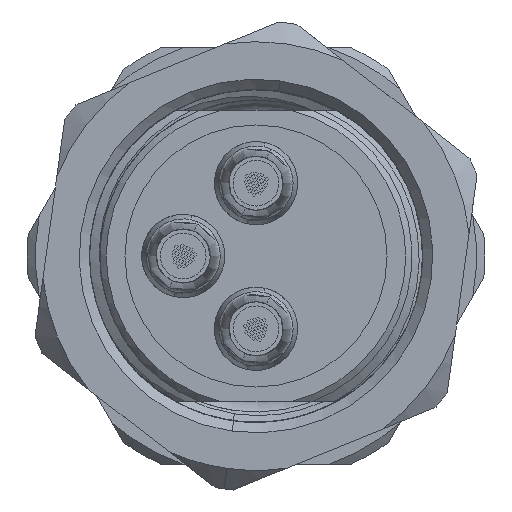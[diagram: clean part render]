
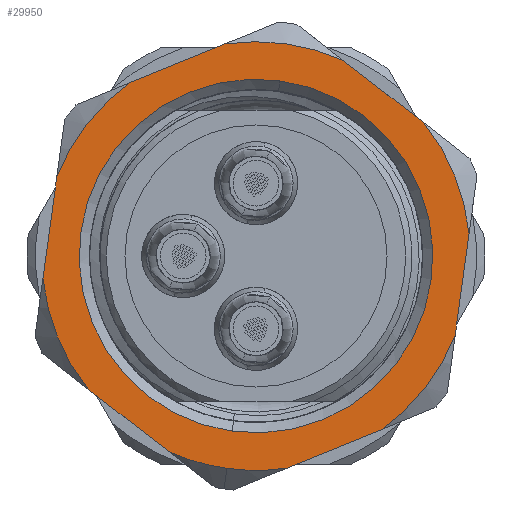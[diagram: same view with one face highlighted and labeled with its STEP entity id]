
A CAD part, left-side view. The second image highlights one B-rep face of the part: STEP entity #29950.
In plain terms, the highlighted planar face has unit normal (-1, 0, 0).
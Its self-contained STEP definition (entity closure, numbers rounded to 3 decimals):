
#172 = EDGE_CURVE ( 'NONE', #8019, #19025, #25818, .T. ) ;
#717 = VERTEX_POINT ( 'NONE', #24224 ) ;
#817 = ORIENTED_EDGE ( 'NONE', *, *, #12363, .T. ) ;
#987 = FACE_BOUND ( 'NONE', #46577, .T. ) ;
#1278 = VERTEX_POINT ( 'NONE', #47305 ) ;
#1398 = EDGE_CURVE ( 'NONE', #37163, #6178, #11810, .T. ) ;
#1863 = DIRECTION ( 'NONE',  ( -1., 0., 0. ) ) ;
#2029 = CARTESIAN_POINT ( 'NONE',  ( -1., -1.431, -4.947 ) ) ;
#2856 = VECTOR ( 'NONE', #43810, 1000. ) ;
#3158 = CIRCLE ( 'NONE', #28286, 4.25 ) ;
#3631 = DIRECTION ( 'NONE',  ( 0., 0.866, 0.5 ) ) ;
#3666 = DIRECTION ( 'NONE',  ( 0., 0., -1. ) ) ;
#4164 = CARTESIAN_POINT ( 'NONE',  ( -1., 0., -5.774 ) ) ;
#4618 = LINE ( 'NONE', #31837, #25775 ) ;
#5066 = EDGE_CURVE ( 'NONE', #47909, #13807, #27988, .T. ) ;
#5725 = DIRECTION ( 'NONE',  ( 0., 0., -1. ) ) ;
#6009 = VECTOR ( 'NONE', #22394, 1000. ) ;
#6178 = VERTEX_POINT ( 'NONE', #49256 ) ;
#6593 = ORIENTED_EDGE ( 'NONE', *, *, #21763, .F. ) ;
#7592 = VERTEX_POINT ( 'NONE', #33569 ) ;
#8019 = VERTEX_POINT ( 'NONE', #39507 ) ;
#8580 = ORIENTED_EDGE ( 'NONE', *, *, #48115, .T. ) ;
#9931 = DIRECTION ( 'NONE',  ( 0., 0., -1. ) ) ;
#10152 = EDGE_CURVE ( 'NONE', #37163, #40490, #4618, .T. ) ;
#10600 = EDGE_CURVE ( 'NONE', #1278, #13807, #51686, .T. ) ;
#10603 = DIRECTION ( 'NONE',  ( 0., 0., -1. ) ) ;
#10655 = AXIS2_PLACEMENT_3D ( 'NONE', #12370, #31753, #11571 ) ;
#11135 = ORIENTED_EDGE ( 'NONE', *, *, #5066, .F. ) ;
#11485 = CARTESIAN_POINT ( 'NONE',  ( -1., 0., 0. ) ) ;
#11571 = DIRECTION ( 'NONE',  ( 0., 0., -1. ) ) ;
#11764 = AXIS2_PLACEMENT_3D ( 'NONE', #22441, #46052, #10603 ) ;
#11810 = CIRCLE ( 'NONE', #41164, 5.15 ) ;
#12363 = EDGE_CURVE ( 'NONE', #20733, #26392, #34893, .T. ) ;
#12370 = CARTESIAN_POINT ( 'NONE',  ( -1., 0., 0. ) ) ;
#13478 = ORIENTED_EDGE ( 'NONE', *, *, #1398, .T. ) ;
#13655 = ORIENTED_EDGE ( 'NONE', *, *, #31452, .T. ) ;
#13673 = VECTOR ( 'NONE', #3631, 1000. ) ;
#13807 = VERTEX_POINT ( 'NONE', #33631 ) ;
#14265 = ORIENTED_EDGE ( 'NONE', *, *, #10152, .F. ) ;
#14465 = ORIENTED_EDGE ( 'NONE', *, *, #20075, .F. ) ;
#14477 = ORIENTED_EDGE ( 'NONE', *, *, #30268, .T. ) ;
#15306 = CARTESIAN_POINT ( 'NONE',  ( -1., 5., 2.887 ) ) ;
#15686 = EDGE_CURVE ( 'NONE', #8019, #717, #41748, .T. ) ;
#16186 = ORIENTED_EDGE ( 'NONE', *, *, #15686, .T. ) ;
#17171 = DIRECTION ( 'NONE',  ( 0., 0., -1. ) ) ;
#17427 = CARTESIAN_POINT ( 'NONE',  ( -1., 0., -4.25 ) ) ;
#17970 = CARTESIAN_POINT ( 'NONE',  ( -1., 0., 5.774 ) ) ;
#18297 = DIRECTION ( 'NONE',  ( 0., 0., -1. ) ) ;
#19025 = VERTEX_POINT ( 'NONE', #46589 ) ;
#19067 = AXIS2_PLACEMENT_3D ( 'NONE', #20990, #1863, #33822 ) ;
#19269 = LINE ( 'NONE', #15306, #20719 ) ;
#19616 = EDGE_LOOP ( 'NONE', ( #6593, #24314, #11135, #41882, #13655, #14265, #13478, #14465, #28746, #42180, #16186, #33073, #8580 ) ) ;
#19654 = DIRECTION ( 'NONE',  ( 0., 0., -1. ) ) ;
#20075 = EDGE_CURVE ( 'NONE', #7592, #6178, #42611, .T. ) ;
#20719 = VECTOR ( 'NONE', #23683, 1000. ) ;
#20733 = VERTEX_POINT ( 'NONE', #30249 ) ;
#20990 = CARTESIAN_POINT ( 'NONE',  ( -1., 0., 0. ) ) ;
#21426 = FACE_OUTER_BOUND ( 'NONE', #19616, .T. ) ;
#21763 = EDGE_CURVE ( 'NONE', #1278, #40018, #40676, .T. ) ;
#22014 = DIRECTION ( 'NONE',  ( -1., 0., 0. ) ) ;
#22269 = CARTESIAN_POINT ( 'NONE',  ( -1., 0., 0. ) ) ;
#22394 = DIRECTION ( 'NONE',  ( 0., -0.866, -0.5 ) ) ;
#22441 = CARTESIAN_POINT ( 'NONE',  ( -1., 0., 0. ) ) ;
#22529 = AXIS2_PLACEMENT_3D ( 'NONE', #24921, #29391, #40915 ) ;
#22674 = AXIS2_PLACEMENT_3D ( 'NONE', #50359, #30159, #41955 ) ;
#23246 = AXIS2_PLACEMENT_3D ( 'NONE', #41599, #40809, #5725 ) ;
#23539 = CIRCLE ( 'NONE', #11764, 5.15 ) ;
#23564 = CARTESIAN_POINT ( 'NONE',  ( -1., 0., 0. ) ) ;
#23683 = DIRECTION ( 'NONE',  ( 0., -0.866, 0.5 ) ) ;
#24124 = EDGE_CURVE ( 'NONE', #7592, #19025, #42188, .T. ) ;
#24224 = CARTESIAN_POINT ( 'NONE',  ( -1., 1.431, 4.947 ) ) ;
#24242 = DIRECTION ( 'NONE',  ( -1., 0., 0. ) ) ;
#24314 = ORIENTED_EDGE ( 'NONE', *, *, #10600, .T. ) ;
#24498 = VECTOR ( 'NONE', #18297, 1000. ) ;
#24921 = CARTESIAN_POINT ( 'NONE',  ( -1., 0., 0. ) ) ;
#25775 = VECTOR ( 'NONE', #39445, 1000. ) ;
#25818 = LINE ( 'NONE', #17970, #6009 ) ;
#26392 = VERTEX_POINT ( 'NONE', #17427 ) ;
#27479 = CARTESIAN_POINT ( 'NONE',  ( -1., 1.431, -4.947 ) ) ;
#27667 = CIRCLE ( 'NONE', #22674, 5.15 ) ;
#27988 = LINE ( 'NONE', #4164, #13673 ) ;
#28286 = AXIS2_PLACEMENT_3D ( 'NONE', #11485, #35615, #19654 ) ;
#28746 = ORIENTED_EDGE ( 'NONE', *, *, #24124, .T. ) ;
#29391 = DIRECTION ( 'NONE',  ( -1., 0., 0. ) ) ;
#29805 = PLANE ( 'NONE',  #23246 ) ;
#29950 = ADVANCED_FACE ( 'NONE', ( #987, #21426 ), #29805, .F. ) ;
#30159 = DIRECTION ( 'NONE',  ( -1., 0., 0. ) ) ;
#30249 = CARTESIAN_POINT ( 'NONE',  ( -1., 0., 4.25 ) ) ;
#30268 = EDGE_CURVE ( 'NONE', #26392, #20733, #3158, .T. ) ;
#31452 = EDGE_CURVE ( 'NONE', #46503, #40490, #23539, .T. ) ;
#31674 = CARTESIAN_POINT ( 'NONE',  ( -1., -3.569, -3.713 ) ) ;
#31753 = DIRECTION ( 'NONE',  ( 1., 0., 0. ) ) ;
#31837 = CARTESIAN_POINT ( 'NONE',  ( -1., -5., -2.887 ) ) ;
#33073 = ORIENTED_EDGE ( 'NONE', *, *, #41435, .F. ) ;
#33569 = CARTESIAN_POINT ( 'NONE',  ( -1., -5., 1.234 ) ) ;
#33631 = CARTESIAN_POINT ( 'NONE',  ( -1., 3.569, -3.713 ) ) ;
#33822 = DIRECTION ( 'NONE',  ( 0., 0., -1. ) ) ;
#34893 = CIRCLE ( 'NONE', #10655, 4.25 ) ;
#35254 = CARTESIAN_POINT ( 'NONE',  ( -1., -5., 2.887 ) ) ;
#35399 = CARTESIAN_POINT ( 'NONE',  ( -1., 0., -5.15 ) ) ;
#35615 = DIRECTION ( 'NONE',  ( 1., 0., 0. ) ) ;
#37163 = VERTEX_POINT ( 'NONE', #31674 ) ;
#37984 = CARTESIAN_POINT ( 'NONE',  ( -1., 5., 1.234 ) ) ;
#39445 = DIRECTION ( 'NONE',  ( 0., 0.866, -0.5 ) ) ;
#39507 = CARTESIAN_POINT ( 'NONE',  ( -1., -1.431, 4.947 ) ) ;
#39540 = DIRECTION ( 'NONE',  ( -1., 0., 0. ) ) ;
#40018 = VERTEX_POINT ( 'NONE', #37984 ) ;
#40153 = CARTESIAN_POINT ( 'NONE',  ( -1., 5., -2.887 ) ) ;
#40490 = VERTEX_POINT ( 'NONE', #2029 ) ;
#40676 = LINE ( 'NONE', #40153, #2856 ) ;
#40809 = DIRECTION ( 'NONE',  ( 1., 0., 0. ) ) ;
#40915 = DIRECTION ( 'NONE',  ( 0., 0., -1. ) ) ;
#41164 = AXIS2_PLACEMENT_3D ( 'NONE', #23564, #39540, #3666 ) ;
#41435 = EDGE_CURVE ( 'NONE', #51033, #717, #19269, .T. ) ;
#41599 = CARTESIAN_POINT ( 'NONE',  ( -1., 0., 0. ) ) ;
#41748 = CIRCLE ( 'NONE', #46782, 5.15 ) ;
#41882 = ORIENTED_EDGE ( 'NONE', *, *, #43633, .T. ) ;
#41955 = DIRECTION ( 'NONE',  ( 0., 0., -1. ) ) ;
#42180 = ORIENTED_EDGE ( 'NONE', *, *, #172, .F. ) ;
#42188 = CIRCLE ( 'NONE', #44802, 5.15 ) ;
#42611 = LINE ( 'NONE', #35254, #24498 ) ;
#43633 = EDGE_CURVE ( 'NONE', #47909, #46503, #50217, .T. ) ;
#43810 = DIRECTION ( 'NONE',  ( 0., 0., 1. ) ) ;
#43882 = CARTESIAN_POINT ( 'NONE',  ( -1., 0., 0. ) ) ;
#44802 = AXIS2_PLACEMENT_3D ( 'NONE', #22269, #22014, #9931 ) ;
#46052 = DIRECTION ( 'NONE',  ( -1., 0., 0. ) ) ;
#46503 = VERTEX_POINT ( 'NONE', #35399 ) ;
#46577 = EDGE_LOOP ( 'NONE', ( #817, #14477 ) ) ;
#46589 = CARTESIAN_POINT ( 'NONE',  ( -1., -3.569, 3.713 ) ) ;
#46782 = AXIS2_PLACEMENT_3D ( 'NONE', #43882, #24242, #17171 ) ;
#47305 = CARTESIAN_POINT ( 'NONE',  ( -1., 5., -1.234 ) ) ;
#47461 = CARTESIAN_POINT ( 'NONE',  ( -1., 3.569, 3.713 ) ) ;
#47909 = VERTEX_POINT ( 'NONE', #27479 ) ;
#48115 = EDGE_CURVE ( 'NONE', #51033, #40018, #27667, .T. ) ;
#49256 = CARTESIAN_POINT ( 'NONE',  ( -1., -5., -1.234 ) ) ;
#50217 = CIRCLE ( 'NONE', #22529, 5.15 ) ;
#50359 = CARTESIAN_POINT ( 'NONE',  ( -1., 0., 0. ) ) ;
#51033 = VERTEX_POINT ( 'NONE', #47461 ) ;
#51686 = CIRCLE ( 'NONE', #19067, 5.15 ) ;
